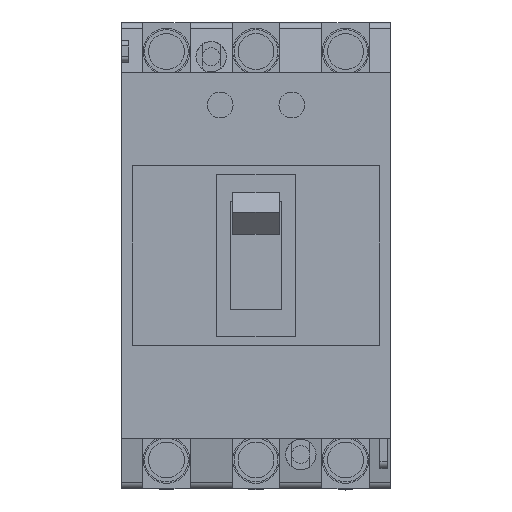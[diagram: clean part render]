
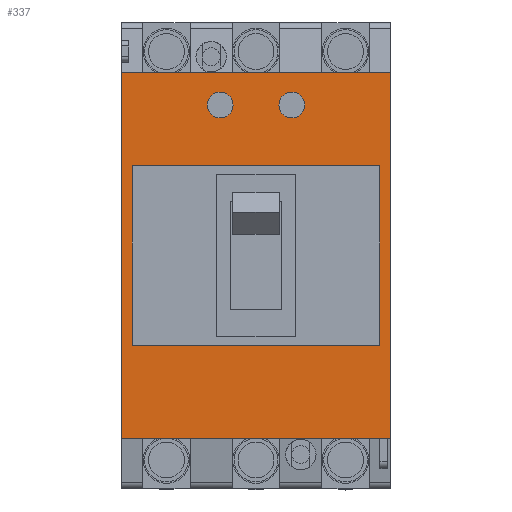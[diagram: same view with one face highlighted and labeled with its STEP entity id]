
A CAD part, top view. The second image highlights one B-rep face of the part: STEP entity #337.
In plain terms, the highlighted planar face has unit normal (0, 0, 1).
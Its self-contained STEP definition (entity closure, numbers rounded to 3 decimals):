
#26 = ORIENTED_EDGE ( 'NONE', *, *, #187, .F. ) ;
#37 = DIRECTION ( 'NONE',  ( 0., -1., 0. ) ) ;
#148 = DIRECTION ( 'NONE',  ( 1., 0., 0. ) ) ;
#165 = CIRCLE ( 'NONE', #13008, 3.6 ) ;
#187 = EDGE_CURVE ( 'NONE', #13903, #13593, #1734, .T. ) ;
#337 = ADVANCED_FACE ( 'NONE', ( #10064, #7447, #13003, #7108 ), #9318, .T. ) ;
#467 = EDGE_CURVE ( 'NONE', #761, #5705, #165, .T. ) ;
#761 = VERTEX_POINT ( 'NONE', #2853 ) ;
#762 = DIRECTION ( 'NONE',  ( 1., 0., 0. ) ) ;
#832 = ORIENTED_EDGE ( 'NONE', *, *, #1220, .F. ) ;
#1217 = LINE ( 'NONE', #9991, #12661 ) ;
#1220 = EDGE_CURVE ( 'NONE', #5369, #8603, #5394, .T. ) ;
#1240 = DIRECTION ( 'NONE',  ( 0., 0., 1. ) ) ;
#1321 = CIRCLE ( 'NONE', #4238, 3.6 ) ;
#1463 = CARTESIAN_POINT ( 'NONE',  ( -13.6, 42., 68. ) ) ;
#1734 = LINE ( 'NONE', #10417, #7281 ) ;
#2342 = DIRECTION ( 'NONE',  ( 1., 0., 0. ) ) ;
#2446 = CARTESIAN_POINT ( 'NONE',  ( 6.4, 42., 68. ) ) ;
#2524 = ORIENTED_EDGE ( 'NONE', *, *, #467, .F. ) ;
#2553 = ORIENTED_EDGE ( 'NONE', *, *, #13218, .F. ) ;
#2853 = CARTESIAN_POINT ( 'NONE',  ( -6.4, 42., 68. ) ) ;
#2895 = CARTESIAN_POINT ( 'NONE',  ( 37.5, 51., 68. ) ) ;
#3185 = CARTESIAN_POINT ( 'NONE',  ( -34.5, -25., 68. ) ) ;
#3254 = EDGE_CURVE ( 'NONE', #3428, #8603, #7019, .T. ) ;
#3428 = VERTEX_POINT ( 'NONE', #12076 ) ;
#3981 = DIRECTION ( 'NONE',  ( 0., 0., 1. ) ) ;
#4096 = DIRECTION ( 'NONE',  ( 0., 0., 1. ) ) ;
#4238 = AXIS2_PLACEMENT_3D ( 'NONE', #10713, #4096, #11822 ) ;
#4254 = AXIS2_PLACEMENT_3D ( 'NONE', #5445, #13163, #6547 ) ;
#4710 = DIRECTION ( 'NONE',  ( 0., -1., 0. ) ) ;
#4973 = EDGE_LOOP ( 'NONE', ( #13369, #26, #9568, #13220 ) ) ;
#5248 = ORIENTED_EDGE ( 'NONE', *, *, #13647, .F. ) ;
#5316 = ORIENTED_EDGE ( 'NONE', *, *, #3254, .T. ) ;
#5369 = VERTEX_POINT ( 'NONE', #8598 ) ;
#5394 = LINE ( 'NONE', #13778, #13873 ) ;
#5415 = CARTESIAN_POINT ( 'NONE',  ( 34.5, -25., 68. ) ) ;
#5445 = CARTESIAN_POINT ( 'NONE',  ( 10., 42., 68. ) ) ;
#5705 = VERTEX_POINT ( 'NONE', #1463 ) ;
#5904 = CARTESIAN_POINT ( 'NONE',  ( 13.6, 42., 68. ) ) ;
#6195 = CARTESIAN_POINT ( 'NONE',  ( -37.5, -51., 68. ) ) ;
#6524 = DIRECTION ( 'NONE',  ( 0., 1., 0. ) ) ;
#6547 = DIRECTION ( 'NONE',  ( 1., 0., 0. ) ) ;
#6675 = CARTESIAN_POINT ( 'NONE',  ( -37.5, 65., 68. ) ) ;
#6799 = LINE ( 'NONE', #5415, #9395 ) ;
#7019 = LINE ( 'NONE', #8292, #9963 ) ;
#7040 = CARTESIAN_POINT ( 'NONE',  ( -10., 42., 68. ) ) ;
#7108 = FACE_BOUND ( 'NONE', #4973, .T. ) ;
#7264 = LINE ( 'NONE', #6675, #12821 ) ;
#7275 = CIRCLE ( 'NONE', #4254, 3.6 ) ;
#7281 = VECTOR ( 'NONE', #8758, 1000. ) ;
#7314 = CARTESIAN_POINT ( 'NONE',  ( 34.5, -25., 68. ) ) ;
#7321 = VERTEX_POINT ( 'NONE', #6195 ) ;
#7447 = FACE_BOUND ( 'NONE', #10526, .T. ) ;
#7503 = CARTESIAN_POINT ( 'NONE',  ( -34.5, -25., 68. ) ) ;
#7808 = DIRECTION ( 'NONE',  ( 1., 0., 0. ) ) ;
#7811 = CARTESIAN_POINT ( 'NONE',  ( 0., 0., 68. ) ) ;
#7829 = VECTOR ( 'NONE', #9824, 1000. ) ;
#8226 = EDGE_CURVE ( 'NONE', #5369, #7321, #7264, .T. ) ;
#8292 = CARTESIAN_POINT ( 'NONE',  ( 37.5, 65., 68. ) ) ;
#8563 = AXIS2_PLACEMENT_3D ( 'NONE', #7811, #13478, #2342 ) ;
#8598 = CARTESIAN_POINT ( 'NONE',  ( -37.5, 51., 68. ) ) ;
#8603 = VERTEX_POINT ( 'NONE', #2895 ) ;
#8758 = DIRECTION ( 'NONE',  ( -1., 0., 0. ) ) ;
#9318 = PLANE ( 'NONE',  #8563 ) ;
#9395 = VECTOR ( 'NONE', #6524, 1000. ) ;
#9441 = CARTESIAN_POINT ( 'NONE',  ( -34.5, 25., 68. ) ) ;
#9568 = ORIENTED_EDGE ( 'NONE', *, *, #12550, .F. ) ;
#9575 = EDGE_CURVE ( 'NONE', #12792, #13348, #1321, .T. ) ;
#9824 = DIRECTION ( 'NONE',  ( 1., 0., 0. ) ) ;
#9963 = VECTOR ( 'NONE', #10496, 1000. ) ;
#9991 = CARTESIAN_POINT ( 'NONE',  ( -37.5, -51., 68. ) ) ;
#10022 = CARTESIAN_POINT ( 'NONE',  ( 34.5, 25., 68. ) ) ;
#10064 = FACE_BOUND ( 'NONE', #14296, .T. ) ;
#10417 = CARTESIAN_POINT ( 'NONE',  ( 34.5, 25., 68. ) ) ;
#10434 = EDGE_CURVE ( 'NONE', #13593, #11545, #13415, .T. ) ;
#10496 = DIRECTION ( 'NONE',  ( 0., 1., 0. ) ) ;
#10526 = EDGE_LOOP ( 'NONE', ( #2524, #5248 ) ) ;
#10533 = ORIENTED_EDGE ( 'NONE', *, *, #9575, .F. ) ;
#10606 = CARTESIAN_POINT ( 'NONE',  ( -10., 42., 68. ) ) ;
#10713 = CARTESIAN_POINT ( 'NONE',  ( 10., 42., 68. ) ) ;
#10818 = VECTOR ( 'NONE', #4710, 1000. ) ;
#10887 = EDGE_LOOP ( 'NONE', ( #13576, #12057, #5316, #832 ) ) ;
#11363 = CARTESIAN_POINT ( 'NONE',  ( -34.5, 25., 68. ) ) ;
#11545 = VERTEX_POINT ( 'NONE', #7503 ) ;
#11718 = DIRECTION ( 'NONE',  ( 1., 0., 0. ) ) ;
#11822 = DIRECTION ( 'NONE',  ( 1., 0., 0. ) ) ;
#12057 = ORIENTED_EDGE ( 'NONE', *, *, #13284, .T. ) ;
#12076 = CARTESIAN_POINT ( 'NONE',  ( 37.5, -51., 68. ) ) ;
#12461 = CIRCLE ( 'NONE', #13342, 3.6 ) ;
#12550 = EDGE_CURVE ( 'NONE', #13036, #13903, #6799, .T. ) ;
#12661 = VECTOR ( 'NONE', #7808, 1000. ) ;
#12792 = VERTEX_POINT ( 'NONE', #5904 ) ;
#12821 = VECTOR ( 'NONE', #37, 1000. ) ;
#13003 = FACE_OUTER_BOUND ( 'NONE', #10887, .T. ) ;
#13008 = AXIS2_PLACEMENT_3D ( 'NONE', #7040, #1240, #148 ) ;
#13036 = VERTEX_POINT ( 'NONE', #7314 ) ;
#13163 = DIRECTION ( 'NONE',  ( 0., 0., 1. ) ) ;
#13218 = EDGE_CURVE ( 'NONE', #13348, #12792, #7275, .T. ) ;
#13220 = ORIENTED_EDGE ( 'NONE', *, *, #13784, .F. ) ;
#13284 = EDGE_CURVE ( 'NONE', #7321, #3428, #1217, .T. ) ;
#13342 = AXIS2_PLACEMENT_3D ( 'NONE', #10606, #3981, #11718 ) ;
#13348 = VERTEX_POINT ( 'NONE', #2446 ) ;
#13369 = ORIENTED_EDGE ( 'NONE', *, *, #10434, .F. ) ;
#13415 = LINE ( 'NONE', #11363, #10818 ) ;
#13478 = DIRECTION ( 'NONE',  ( 0., 0., 1. ) ) ;
#13576 = ORIENTED_EDGE ( 'NONE', *, *, #8226, .T. ) ;
#13593 = VERTEX_POINT ( 'NONE', #9441 ) ;
#13647 = EDGE_CURVE ( 'NONE', #5705, #761, #12461, .T. ) ;
#13717 = LINE ( 'NONE', #3185, #7829 ) ;
#13778 = CARTESIAN_POINT ( 'NONE',  ( -37.5, 51., 68. ) ) ;
#13784 = EDGE_CURVE ( 'NONE', #11545, #13036, #13717, .T. ) ;
#13873 = VECTOR ( 'NONE', #762, 1000. ) ;
#13903 = VERTEX_POINT ( 'NONE', #10022 ) ;
#14296 = EDGE_LOOP ( 'NONE', ( #10533, #2553 ) ) ;
